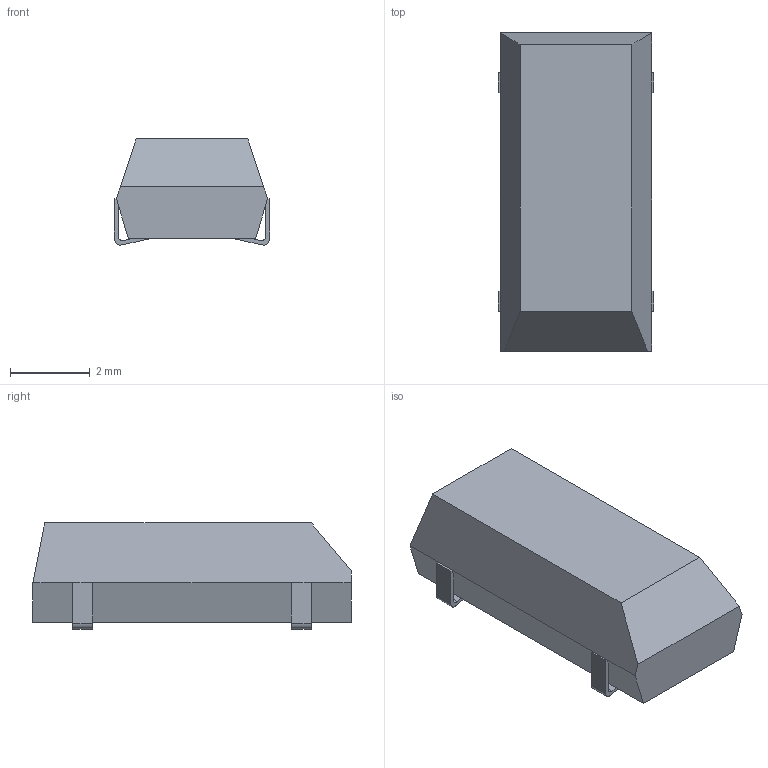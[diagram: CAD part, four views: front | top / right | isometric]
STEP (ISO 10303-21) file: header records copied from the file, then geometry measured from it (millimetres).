
FILE_DESCRIPTION((''),'2;1');
FILE_NAME('XTAL_SMD_ABS25','2010-09-22T',('Birte'),(''),'PRO/ENGINEER BY PARAMETRIC TECHNOLOGY CORPORATION, 2008090','PRO/ENGINEER BY PARAMETRIC TECHNOLOGY CORPORATION, 2008090','');
FILE_SCHEMA(('AUTOMOTIVE_DESIGN_CC2 { 1 2 10303 214 -1 1 5 2 }'));
Length unit declared in the file: millimetre
Products named in the file (1): XTAL_SMD_ABS25
Bounding box: 3.9 x 8 x 2.67 mm (x, y, z)
Volume: 65.4 mm3; surface area: 109.5 mm2
Topology: 1 solids, 1 shells, 46 faces, 134 edges, 86 vertices
Faces by surface type: plane 38, cylinder 8
Entity records: 2093 total; most frequent: CARTESIAN_POINT 270, ORIENTED_EDGE 268, DIRECTION 250, PRESENTATION_STYLE_ASSIGNMENT 149, STYLED_ITEM 139, CURVE_STYLE 138, EDGE_CURVE 134, VECTOR 118
